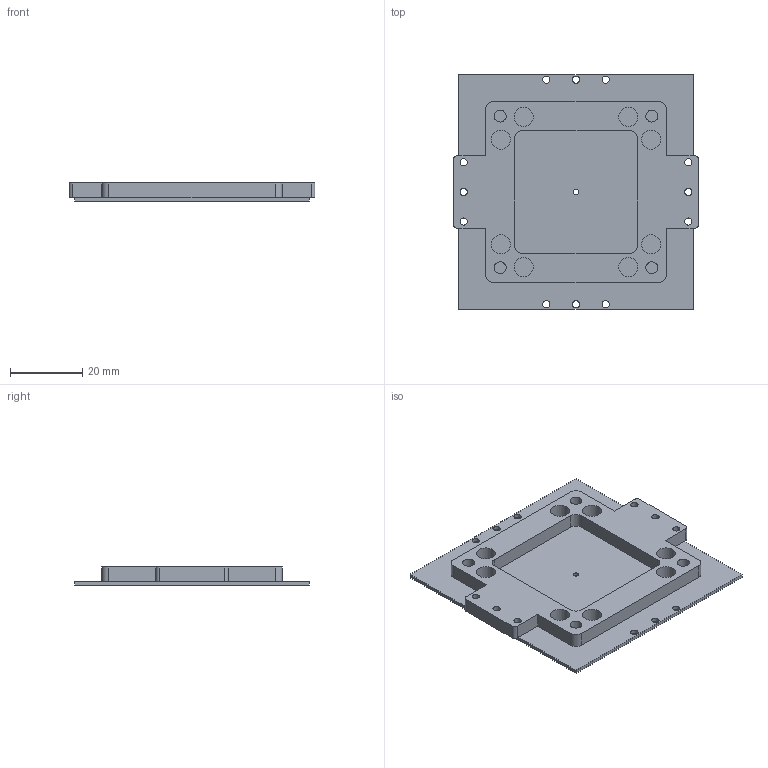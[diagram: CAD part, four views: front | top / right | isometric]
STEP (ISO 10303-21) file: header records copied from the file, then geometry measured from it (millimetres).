
FILE_DESCRIPTION(/* description */ (''),/* implementation_level */ '2;1');
FILE_NAME(/* name */ 'Assembly_Cube_LED_Matrix_8x8_v3.iam.step',/* time_stamp */ '2022-11-29T09:05:55+01:00',/* author */ ('diederichbenedict'),/* organization */ (''),/* preprocessor_version */ 'ST-DEVELOPER v18.1',/* originating_system */ 'Autodesk Inventor 2022',/* authorisation */ '');
FILE_SCHEMA (('AUTOMOTIVE_DESIGN { 1 0 10303 214 3 1 1 }'));
Length unit declared in the file: millimetre
Products named in the file (3): Assembly_Cube_LED_Matrix_v2; 20_IM_LED_holder; 00_LED-ARRAY
Assembly tree (2 placements, depth 2):
  Assembly_Cube_LED_Matrix_v2
    20_IM_LED_holder
    00_LED-ARRAY
Bounding box: 68 x 65 x 5 mm (x, y, z)
Volume: 10079.9 mm3; surface area: 13961.5 mm2
Topology: 2 solids, 2 shells, 67 faces, 189 edges, 126 vertices
Faces by surface type: cylinder 43, plane 24
Full cylindrical faces by diameter (mm): 1.5 x1, 2 x18, 3.3 x4, 5.3 x8
Entity records: 2462 total; most frequent: DIRECTION 419, CARTESIAN_POINT 387, ORIENTED_EDGE 378, EDGE_CURVE 189, AXIS2_PLACEMENT_3D 158, EDGE_LOOP 131, VERTEX_POINT 126, LINE 103
